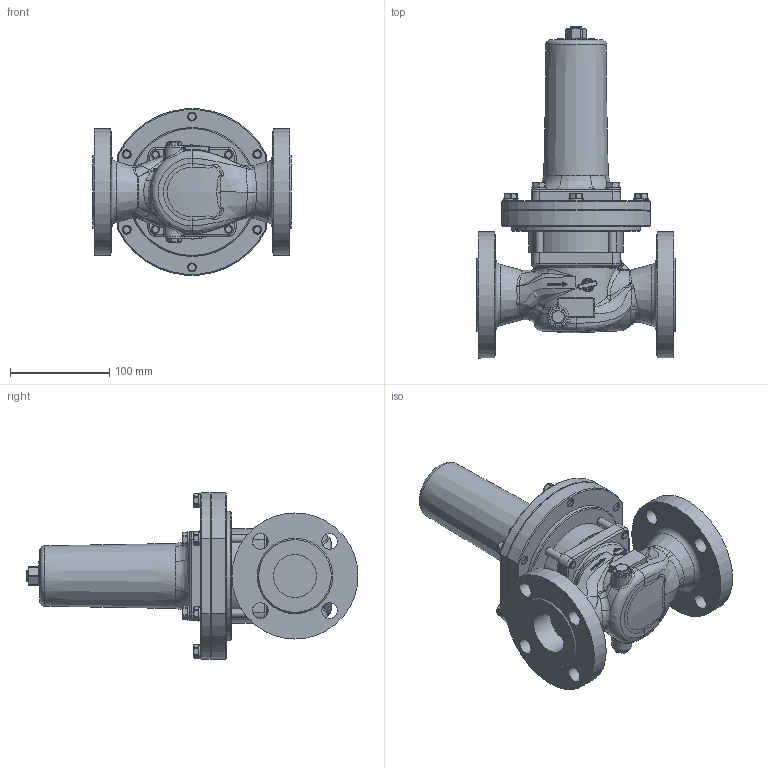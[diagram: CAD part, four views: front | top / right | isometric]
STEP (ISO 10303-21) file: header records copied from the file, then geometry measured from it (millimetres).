
FILE_DESCRIPTION(/* description */ (''),/* implementation_level */ '2;1');
FILE_NAME(/* name */ '085006-61330.stp',/* time_stamp */ '2024-10-16T14:05:53+02:00',/* author */ ('Stefan.Junkers'),/* organization */ (''),/* preprocessor_version */ 'ST-DEVELOPER v20',/* originating_system */ 'Autodesk Inventor 2025',/* authorisation */ '');
FILE_SCHEMA (('AUTOMOTIVE_DESIGN { 1 0 10303 214 3 1 1 }'));
Products named in the file (1): 085006-61330.20241016_step
Bounding box: 200 x 334.57 x 167.39 mm (x, y, z)
Volume: 2414035.1 mm3; surface area: 215421.5 mm2
Topology: 1 solids, 1 shells, 1013 faces, 2558 edges, 1594 vertices
Faces by surface type: cylinder 290, plane 280, bspline 269, cone 134, torus 35, sphere 5
Full cylindrical faces by diameter (mm): 3 x1, 8 x24, 8.2 x10, 8.5 x8, 10 x3, 12 x1, 15.9 x8, 18 x2, 20 x1, 43.1 x2, 95 x1, 127 x2, 130 x1
Entity records: 48006 total; most frequent: CARTESIAN_POINT 24515, ORIENTED_EDGE 5098, DIRECTION 4090, EDGE_CURVE 2549, AXIS2_PLACEMENT_3D 1666, VERTEX_POINT 1594, EDGE_LOOP 1119, FACE_OUTER_BOUND 1013
